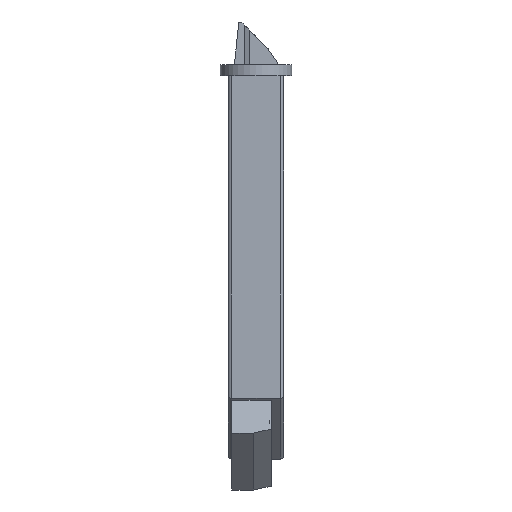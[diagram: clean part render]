
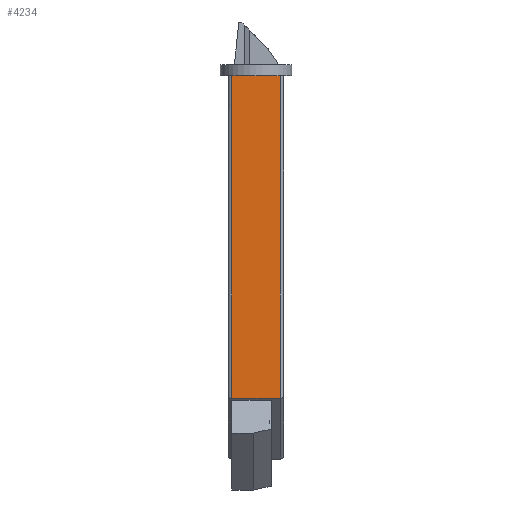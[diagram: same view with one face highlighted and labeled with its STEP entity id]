
A CAD part, front view. The second image highlights one B-rep face of the part: STEP entity #4234.
In plain terms, the highlighted planar face has unit normal (0, -1, 0).
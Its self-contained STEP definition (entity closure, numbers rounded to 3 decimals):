
#163 = ORIENTED_EDGE ( 'NONE', *, *, #6155, .F. ) ;
#575 = DIRECTION ( 'NONE',  ( -1., 0., 0. ) ) ;
#675 = CARTESIAN_POINT ( 'NONE',  ( 7.75, -108., -13. ) ) ;
#971 = CARTESIAN_POINT ( 'NONE',  ( 7.75, -108., 77. ) ) ;
#990 = PLANE ( 'NONE',  #1193 ) ;
#1096 = LINE ( 'NONE', #971, #4144 ) ;
#1193 = AXIS2_PLACEMENT_3D ( 'NONE', #1492, #3061, #4940 ) ;
#1390 = EDGE_CURVE ( 'NONE', #5540, #1993, #1419, .T. ) ;
#1419 = LINE ( 'NONE', #2941, #5009 ) ;
#1492 = CARTESIAN_POINT ( 'NONE',  ( 7.75, -108., -13. ) ) ;
#1529 = FACE_OUTER_BOUND ( 'NONE', #6727, .T. ) ;
#1597 = ORIENTED_EDGE ( 'NONE', *, *, #4456, .T. ) ;
#1746 = CARTESIAN_POINT ( 'NONE',  ( 6.75, -108., -13. ) ) ;
#1791 = ORIENTED_EDGE ( 'NONE', *, *, #5126, .T. ) ;
#1984 = VECTOR ( 'NONE', #575, 1000. ) ;
#1993 = VERTEX_POINT ( 'NONE', #7875 ) ;
#2450 = CARTESIAN_POINT ( 'NONE',  ( -6.75, -108., 77. ) ) ;
#2941 = CARTESIAN_POINT ( 'NONE',  ( 6.75, -108., -13. ) ) ;
#3061 = DIRECTION ( 'NONE',  ( 0., 1., 0. ) ) ;
#3772 = VECTOR ( 'NONE', #3992, 1000. ) ;
#3834 = DIRECTION ( 'NONE',  ( -1., 0., 0. ) ) ;
#3909 = ORIENTED_EDGE ( 'NONE', *, *, #1390, .T. ) ;
#3992 = DIRECTION ( 'NONE',  ( 0., 0., -1. ) ) ;
#4144 = VECTOR ( 'NONE', #3834, 1000. ) ;
#4234 = ADVANCED_FACE ( 'NONE', ( #1529 ), #990, .F. ) ;
#4456 = EDGE_CURVE ( 'NONE', #7332, #6194, #7562, .T. ) ;
#4744 = CARTESIAN_POINT ( 'NONE',  ( -6.75, -108., -13. ) ) ;
#4940 = DIRECTION ( 'NONE',  ( 0., 0., 1. ) ) ;
#5009 = VECTOR ( 'NONE', #8313, 1000. ) ;
#5126 = EDGE_CURVE ( 'NONE', #1993, #7332, #1096, .T. ) ;
#5540 = VERTEX_POINT ( 'NONE', #1746 ) ;
#6105 = CARTESIAN_POINT ( 'NONE',  ( -6.75, -108., -13. ) ) ;
#6155 = EDGE_CURVE ( 'NONE', #5540, #6194, #8240, .T. ) ;
#6194 = VERTEX_POINT ( 'NONE', #4744 ) ;
#6727 = EDGE_LOOP ( 'NONE', ( #1791, #1597, #163, #3909 ) ) ;
#7332 = VERTEX_POINT ( 'NONE', #2450 ) ;
#7562 = LINE ( 'NONE', #6105, #3772 ) ;
#7875 = CARTESIAN_POINT ( 'NONE',  ( 6.75, -108., 77. ) ) ;
#8240 = LINE ( 'NONE', #675, #1984 ) ;
#8313 = DIRECTION ( 'NONE',  ( 0., 0., 1. ) ) ;
